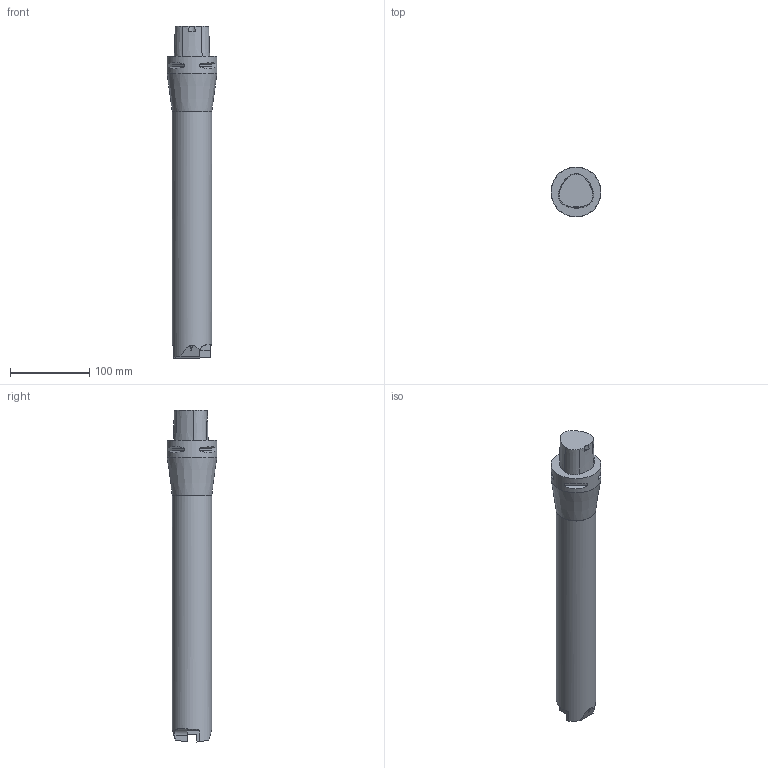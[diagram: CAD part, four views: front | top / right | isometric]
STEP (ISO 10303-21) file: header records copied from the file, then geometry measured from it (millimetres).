
FILE_DESCRIPTION(/* description */ (''),/* implementation_level */ '2;1');
FILE_NAME(/* name */ '1544793606615.stp',/* time_stamp */ '2018-12-14T14:20:21+01:00',/* author */ (''),/* organization */ ('SMS'),/* preprocessor_version */ 'ST-DEVELOPER v15',/* originating_system */ 'SIEMENS PLM Software NX 8.5',/* authorisation */ '');
FILE_SCHEMA (('AUTOMOTIVE_DESIGN { 1 0 10303 214 3 1 1 1 }'));
Length unit declared in the file: millimetre
Products named in the file (1): 201109117mod000_00
Bounding box: 63 x 63 x 420 mm (x, y, z)
Volume: 842522.8 mm3; surface area: 72271.1 mm2
Topology: 1 solids, 1 shells, 72 faces, 178 edges, 122 vertices
Faces by surface type: plane 49, extrusion 8, cylinder 7, cone 7, torus 1
Full cylindrical faces by diameter (mm): 50 x1, 63 x1
Entity records: 2481 total; most frequent: CARTESIAN_POINT 750, ORIENTED_EDGE 344, DIRECTION 324, EDGE_CURVE 172, VERTEX_POINT 116, AXIS2_PLACEMENT_3D 111, VECTOR 102, LINE 94
